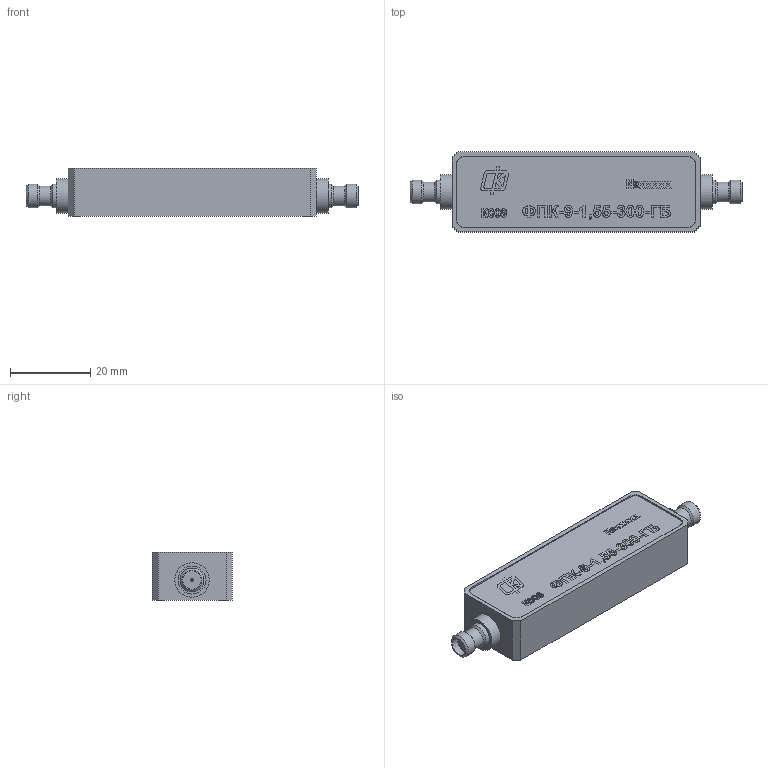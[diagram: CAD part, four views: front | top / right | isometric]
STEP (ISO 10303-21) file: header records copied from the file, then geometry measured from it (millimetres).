
FILE_DESCRIPTION(('STEP AP203'), '1');
FILE_NAME('ÍØÁÀ.468874.024-01_Ôèëüòð ÔÏÊ-9-1,55-300-ÃÁ', '', ('UNSPECIFIED'), ('UNSPECIFIED'), 'ASCON STEP Converter 1.6', 'ASCON Math Kernel', '');
FILE_SCHEMA(('CONFIG_CONTROL_DESIGN'));
Length unit declared in the file: millimetre
Products named in the file (1): НШБА.468874.024-01_Фильтр ФПК-9-1,55-300-ГБ
Bounding box: 83 x 20 x 12 mm (x, y, z)
Volume: 15157.9 mm3; surface area: 5488.9 mm2
Topology: 1 solids, 5 shells, 489 faces, 1253 edges, 834 vertices
Faces by surface type: plane 282, bspline 152, cylinder 43, cone 12
Full cylindrical faces by diameter (mm): 0.6 x4, 1.38 x2, 2.05 x4, 4.6 x2, 5 x2, 6 x4, 6.4 x2, 7 x2, 8.6 x2
Entity records: 39089 total; most frequent: CARTESIAN_POINT 24586, ORIENTED_EDGE 2442, DIRECTION 1552, EDGE_CURVE 1221, VERTEX_POINT 834, LINE 684, VECTOR 684, EDGE_LOOP 589
